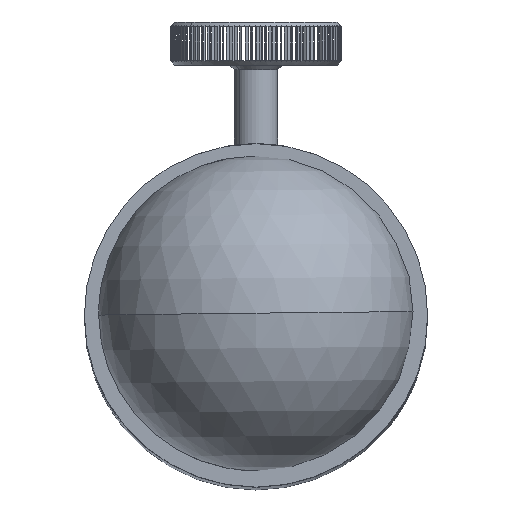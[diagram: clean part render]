
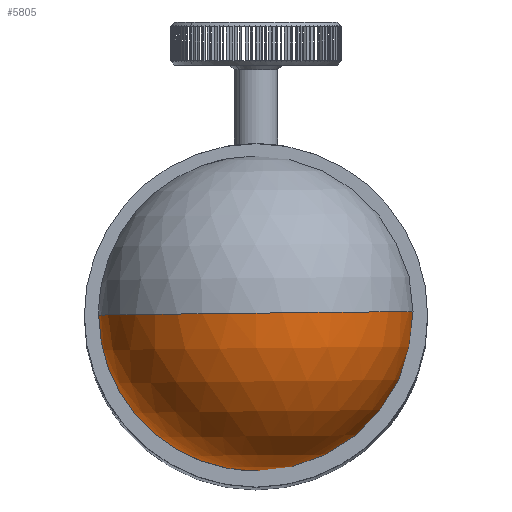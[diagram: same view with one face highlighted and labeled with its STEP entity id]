
A CAD part, top view. The second image highlights one B-rep face of the part: STEP entity #5805.
In plain terms, the highlighted spherical face has radius 17.462 mm.
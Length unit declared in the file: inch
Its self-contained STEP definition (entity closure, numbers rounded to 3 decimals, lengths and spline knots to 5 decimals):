
#242 = EDGE_LOOP ( 'NONE', ( #14955, #14953, #14957 ) ) ;
#664 = CIRCLE ( 'NONE', #2559, 0.6875 ) ;
#680 = CIRCLE ( 'NONE', #2565, 0.6875 ) ;
#758 = CIRCLE ( 'NONE', #2581, 0.31225 ) ;
#1516 = EDGE_CURVE ( 'NONE', #8234, #8220, #664, .T. ) ;
#1533 = EDGE_CURVE ( 'NONE', #8226, #8220, #680, .T. ) ;
#1604 = EDGE_CURVE ( 'NONE', #8226, #8234, #758, .T. ) ;
#2559 = AXIS2_PLACEMENT_3D ( 'NONE', #4483, #4505, #4506 ) ;
#2565 = AXIS2_PLACEMENT_3D ( 'NONE', #4554, #4560, #4561 ) ;
#2581 = AXIS2_PLACEMENT_3D ( 'NONE', #4782, #4786, #4787 ) ;
#3287 = AXIS2_PLACEMENT_3D ( 'NONE', #14995, #14993, #15015 ) ;
#4483 = CARTESIAN_POINT ( 'NONE',  ( 0., 0., 13.7335 ) ) ;
#4505 = DIRECTION ( 'NONE',  ( 0.011, -1., 0. ) ) ;
#4506 = DIRECTION ( 'NONE',  ( 1., 0.011, 0. ) ) ;
#4554 = CARTESIAN_POINT ( 'NONE',  ( 0., 0., 13.7335 ) ) ;
#4560 = DIRECTION ( 'NONE',  ( -0.011, 1., 0. ) ) ;
#4561 = DIRECTION ( 'NONE',  ( -1., -0.011, 0. ) ) ;
#4782 = CARTESIAN_POINT ( 'NONE',  ( 0., 0., 13.121 ) ) ;
#4786 = DIRECTION ( 'NONE',  ( 0., 0., 1. ) ) ;
#4787 = DIRECTION ( 'NONE',  ( -0.011, 1., 0. ) ) ;
#5805 = ADVANCED_FACE ( 'NONE', ( #16201 ), #16209, .T. ) ;
#8220 = VERTEX_POINT ( 'NONE', #19575 ) ;
#8226 = VERTEX_POINT ( 'NONE', #19557 ) ;
#8234 = VERTEX_POINT ( 'NONE', #19587 ) ;
#14953 = ORIENTED_EDGE ( 'NONE', *, *, #1516, .T. ) ;
#14955 = ORIENTED_EDGE ( 'NONE', *, *, #1604, .T. ) ;
#14957 = ORIENTED_EDGE ( 'NONE', *, *, #1533, .F. ) ;
#14993 = DIRECTION ( 'NONE',  ( 0.011, -1., 0. ) ) ;
#14995 = CARTESIAN_POINT ( 'NONE',  ( 0., 0., 13.7335 ) ) ;
#15015 = DIRECTION ( 'NONE',  ( -1., -0.011, 0. ) ) ;
#16201 = FACE_OUTER_BOUND ( 'NONE', #242, .T. ) ;
#16209 = SPHERICAL_SURFACE ( 'NONE', #3287, 0.6875 ) ;
#19557 = CARTESIAN_POINT ( 'NONE',  ( -0.31223, -0.0034, 13.121 ) ) ;
#19575 = CARTESIAN_POINT ( 'NONE',  ( 0., 0., 14.421 ) ) ;
#19587 = CARTESIAN_POINT ( 'NONE',  ( 0.31223, 0.0034, 13.121 ) ) ;
